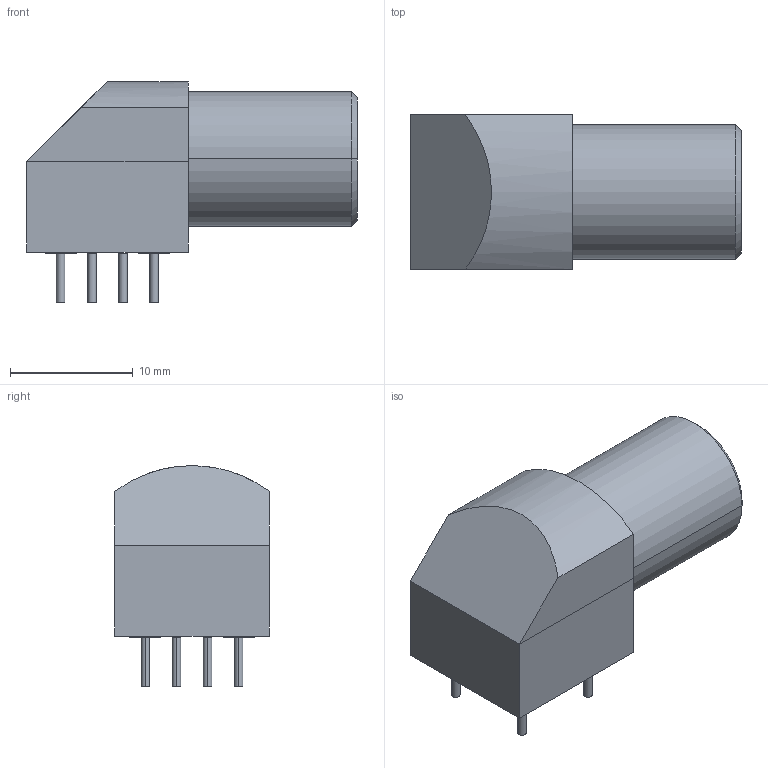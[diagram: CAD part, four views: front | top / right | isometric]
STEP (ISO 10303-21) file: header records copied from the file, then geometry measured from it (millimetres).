
FILE_DESCRIPTION((''),'2;1');
FILE_NAME('LEMO_EPL.1S.304.HLN.stp','2010-10-26T17:45:40',(''),(''),'Mechanical Desktop 2010','Mechanical Desktop 2010',', , ');
FILE_SCHEMA(('AUTOMOTIVE_DESIGN { 1 2 10303 214 1 1 1 1 }'));
Length unit declared in the file: millimetre
Products named in the file (1): Product
Bounding box: 27 x 12.6 x 18 mm (x, y, z)
Volume: 2624.7 mm3; surface area: 2824.9 mm2
Topology: 21 solids, 21 shells, 128 faces, 294 edges, 238 vertices
Faces by surface type: plane 75, cylinder 47, sphere 4, cone 2
Entity records: 3619 total; most frequent: DIRECTION 646, CARTESIAN_POINT 617, ORIENTED_EDGE 500, EDGE_CURVE 250, AXIS2_PLACEMENT_3D 231, VECTOR 184, LINE 184, VERTEX_POINT 166
